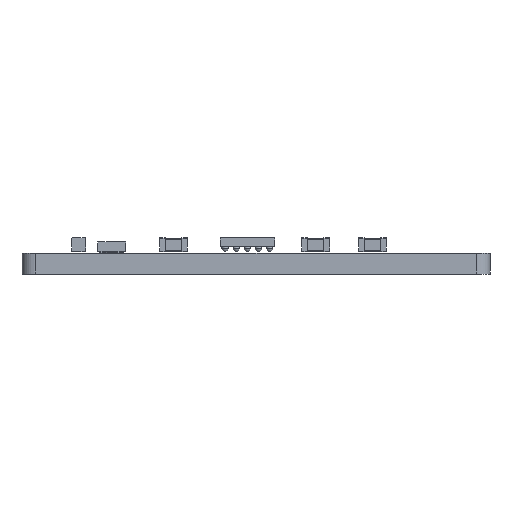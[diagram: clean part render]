
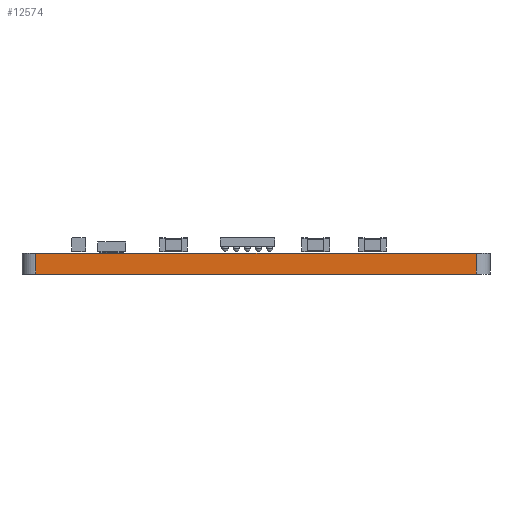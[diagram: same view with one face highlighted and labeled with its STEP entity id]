
A CAD part, front view. The second image highlights one B-rep face of the part: STEP entity #12574.
In plain terms, the highlighted planar face has unit normal (0, -1, 0).
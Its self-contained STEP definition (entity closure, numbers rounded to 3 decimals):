
#10659 = PLANE('',#10660);
#10660 = AXIS2_PLACEMENT_3D('',#10661,#10662,#10663);
#10661 = CARTESIAN_POINT('',(106.026,-116.64,0.75));
#10662 = DIRECTION('',(0.,0.,1.));
#10663 = DIRECTION('',(1.,0.,0.));
#10713 = PLANE('',#10714);
#10714 = AXIS2_PLACEMENT_3D('',#10715,#10716,#10717);
#10715 = CARTESIAN_POINT('',(106.026,-116.64,0.));
#10716 = DIRECTION('',(0.,0.,1.));
#10717 = DIRECTION('',(1.,0.,0.));
#11051 = VERTEX_POINT('',#11052);
#11052 = CARTESIAN_POINT('',(98.5,-131.,0.));
#11067 = CYLINDRICAL_SURFACE('',#11068,0.5);
#11068 = AXIS2_PLACEMENT_3D('',#11069,#11070,#11071);
#11069 = CARTESIAN_POINT('',(98.5,-130.5,0.));
#11070 = DIRECTION('',(0.,0.,-1.));
#11071 = DIRECTION('',(1.,0.,0.));
#11079 = EDGE_CURVE('',#11051,#11080,#11082,.T.);
#11080 = VERTEX_POINT('',#11081);
#11081 = CARTESIAN_POINT('',(114.3,-131.,0.));
#11082 = SURFACE_CURVE('',#11083,(#11087,#11094),.PCURVE_S1.);
#11083 = LINE('',#11084,#11085);
#11084 = CARTESIAN_POINT('',(98.5,-131.,0.));
#11085 = VECTOR('',#11086,1.);
#11086 = DIRECTION('',(1.,0.,0.));
#11087 = PCURVE('',#10713,#11088);
#11088 = DEFINITIONAL_REPRESENTATION('',(#11089),#11093);
#11089 = LINE('',#11090,#11091);
#11090 = CARTESIAN_POINT('',(-7.526,-14.36));
#11091 = VECTOR('',#11092,1.);
#11092 = DIRECTION('',(1.,0.));
#11093 = ( GEOMETRIC_REPRESENTATION_CONTEXT(2) 
PARAMETRIC_REPRESENTATION_CONTEXT() REPRESENTATION_CONTEXT('2D SPACE',''
  ) );
#11094 = PCURVE('',#11095,#11100);
#11095 = PLANE('',#11096);
#11096 = AXIS2_PLACEMENT_3D('',#11097,#11098,#11099);
#11097 = CARTESIAN_POINT('',(98.5,-131.,0.));
#11098 = DIRECTION('',(0.,1.,0.));
#11099 = DIRECTION('',(1.,0.,0.));
#11100 = DEFINITIONAL_REPRESENTATION('',(#11101),#11105);
#11101 = LINE('',#11102,#11103);
#11102 = CARTESIAN_POINT('',(0.,0.));
#11103 = VECTOR('',#11104,1.);
#11104 = DIRECTION('',(1.,0.));
#11105 = ( GEOMETRIC_REPRESENTATION_CONTEXT(2) 
PARAMETRIC_REPRESENTATION_CONTEXT() REPRESENTATION_CONTEXT('2D SPACE',''
  ) );
#11124 = CYLINDRICAL_SURFACE('',#11125,0.5);
#11125 = AXIS2_PLACEMENT_3D('',#11126,#11127,#11128);
#11126 = CARTESIAN_POINT('',(114.3,-130.5,0.));
#11127 = DIRECTION('',(0.,0.,-1.));
#11128 = DIRECTION('',(1.,0.,0.));
#11728 = VERTEX_POINT('',#11729);
#11729 = CARTESIAN_POINT('',(98.5,-131.,0.75));
#11751 = EDGE_CURVE('',#11728,#11752,#11754,.T.);
#11752 = VERTEX_POINT('',#11753);
#11753 = CARTESIAN_POINT('',(114.3,-131.,0.75));
#11754 = SURFACE_CURVE('',#11755,(#11759,#11766),.PCURVE_S1.);
#11755 = LINE('',#11756,#11757);
#11756 = CARTESIAN_POINT('',(98.5,-131.,0.75));
#11757 = VECTOR('',#11758,1.);
#11758 = DIRECTION('',(1.,0.,0.));
#11759 = PCURVE('',#10659,#11760);
#11760 = DEFINITIONAL_REPRESENTATION('',(#11761),#11765);
#11761 = LINE('',#11762,#11763);
#11762 = CARTESIAN_POINT('',(-7.526,-14.36));
#11763 = VECTOR('',#11764,1.);
#11764 = DIRECTION('',(1.,0.));
#11765 = ( GEOMETRIC_REPRESENTATION_CONTEXT(2) 
PARAMETRIC_REPRESENTATION_CONTEXT() REPRESENTATION_CONTEXT('2D SPACE',''
  ) );
#11766 = PCURVE('',#11095,#11767);
#11767 = DEFINITIONAL_REPRESENTATION('',(#11768),#11772);
#11768 = LINE('',#11769,#11770);
#11769 = CARTESIAN_POINT('',(0.,-0.75));
#11770 = VECTOR('',#11771,1.);
#11771 = DIRECTION('',(1.,0.));
#11772 = ( GEOMETRIC_REPRESENTATION_CONTEXT(2) 
PARAMETRIC_REPRESENTATION_CONTEXT() REPRESENTATION_CONTEXT('2D SPACE',''
  ) );
#12526 = EDGE_CURVE('',#11051,#11728,#12527,.T.);
#12527 = SURFACE_CURVE('',#12528,(#12532,#12539),.PCURVE_S1.);
#12528 = LINE('',#12529,#12530);
#12529 = CARTESIAN_POINT('',(98.5,-131.,0.));
#12530 = VECTOR('',#12531,1.);
#12531 = DIRECTION('',(0.,0.,1.));
#12532 = PCURVE('',#11067,#12533);
#12533 = DEFINITIONAL_REPRESENTATION('',(#12534),#12538);
#12534 = LINE('',#12535,#12536);
#12535 = CARTESIAN_POINT('',(-4.712,0.));
#12536 = VECTOR('',#12537,1.);
#12537 = DIRECTION('',(0.,-1.));
#12538 = ( GEOMETRIC_REPRESENTATION_CONTEXT(2) 
PARAMETRIC_REPRESENTATION_CONTEXT() REPRESENTATION_CONTEXT('2D SPACE',''
  ) );
#12539 = PCURVE('',#11095,#12540);
#12540 = DEFINITIONAL_REPRESENTATION('',(#12541),#12545);
#12541 = LINE('',#12542,#12543);
#12542 = CARTESIAN_POINT('',(0.,0.));
#12543 = VECTOR('',#12544,1.);
#12544 = DIRECTION('',(0.,-1.));
#12545 = ( GEOMETRIC_REPRESENTATION_CONTEXT(2) 
PARAMETRIC_REPRESENTATION_CONTEXT() REPRESENTATION_CONTEXT('2D SPACE',''
  ) );
#12574 = ADVANCED_FACE('',(#12575),#11095,.F.);
#12575 = FACE_BOUND('',#12576,.F.);
#12576 = EDGE_LOOP('',(#12577,#12578,#12579,#12600));
#12577 = ORIENTED_EDGE('',*,*,#12526,.T.);
#12578 = ORIENTED_EDGE('',*,*,#11751,.T.);
#12579 = ORIENTED_EDGE('',*,*,#12580,.F.);
#12580 = EDGE_CURVE('',#11080,#11752,#12581,.T.);
#12581 = SURFACE_CURVE('',#12582,(#12586,#12593),.PCURVE_S1.);
#12582 = LINE('',#12583,#12584);
#12583 = CARTESIAN_POINT('',(114.3,-131.,0.));
#12584 = VECTOR('',#12585,1.);
#12585 = DIRECTION('',(0.,0.,1.));
#12586 = PCURVE('',#11095,#12587);
#12587 = DEFINITIONAL_REPRESENTATION('',(#12588),#12592);
#12588 = LINE('',#12589,#12590);
#12589 = CARTESIAN_POINT('',(15.8,0.));
#12590 = VECTOR('',#12591,1.);
#12591 = DIRECTION('',(0.,-1.));
#12592 = ( GEOMETRIC_REPRESENTATION_CONTEXT(2) 
PARAMETRIC_REPRESENTATION_CONTEXT() REPRESENTATION_CONTEXT('2D SPACE',''
  ) );
#12593 = PCURVE('',#11124,#12594);
#12594 = DEFINITIONAL_REPRESENTATION('',(#12595),#12599);
#12595 = LINE('',#12596,#12597);
#12596 = CARTESIAN_POINT('',(-4.712,0.));
#12597 = VECTOR('',#12598,1.);
#12598 = DIRECTION('',(0.,-1.));
#12599 = ( GEOMETRIC_REPRESENTATION_CONTEXT(2) 
PARAMETRIC_REPRESENTATION_CONTEXT() REPRESENTATION_CONTEXT('2D SPACE',''
  ) );
#12600 = ORIENTED_EDGE('',*,*,#11079,.F.);
